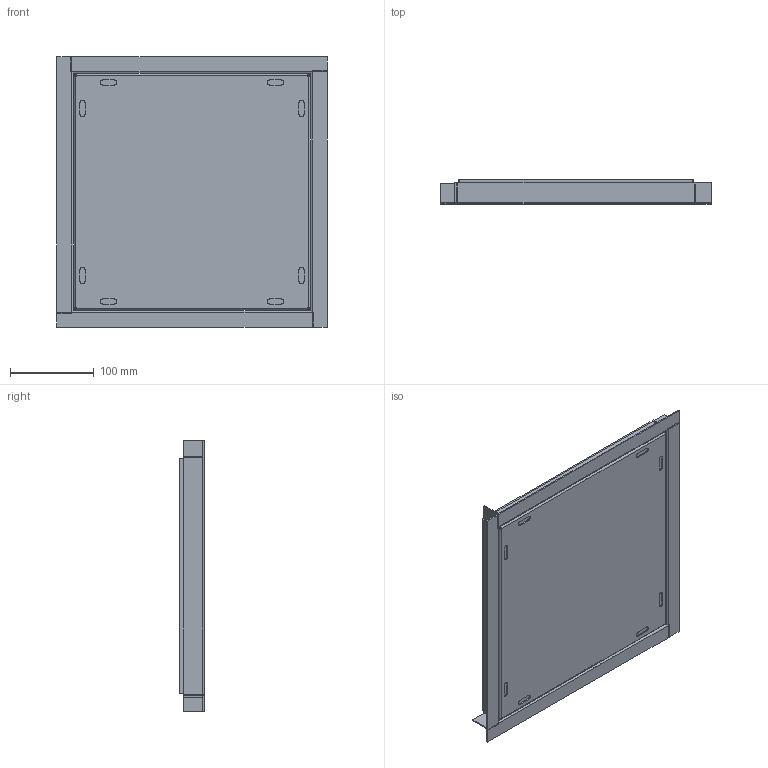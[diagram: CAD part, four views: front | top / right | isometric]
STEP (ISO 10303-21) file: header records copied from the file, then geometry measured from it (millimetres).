
FILE_DESCRIPTION (( 'STEP AP214' ), '1' );
FILE_NAME ('7405856_KSTP1.stp', '2016-10-10T12:55:40', ( '' ), ( '' ), 'SwSTEP 2.0', 'SolidWorks 2016', '' );
FILE_SCHEMA (( 'AUTOMOTIVE_DESIGN' ));
Length unit declared in the file: millimetre
Products named in the file (5): 7405856_KSTP1; 002271_39441176 H=25 VA; 000157_Standard; 43475B_Standard; 40491AA_39408340T1_H=29mm_VA
Assembly tree (7 placements, depth 3):
  7405856_KSTP1
    000157_Standard
      40491AA_39408340T1_H=29mm_VA
      43475B_Standard
    002271_39441176 H=25 VA  x4
Bounding box: 323.8 x 29 x 323.8 mm (x, y, z)
Volume: 547102.9 mm3; surface area: 486780.1 mm2
Topology: 6 solids, 6 shells, 160 faces, 380 edges, 232 vertices
Faces by surface type: plane 124, cylinder 36
Entity records: 3696 total; most frequent: DIRECTION 614, CARTESIAN_POINT 609, ORIENTED_EDGE 592, EDGE_CURVE 296, LINE 236, VECTOR 236, AXIS2_PLACEMENT_3D 189, VERTEX_POINT 184
